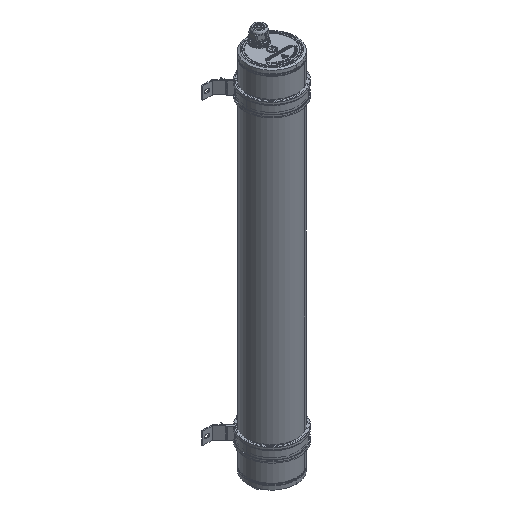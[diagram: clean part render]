
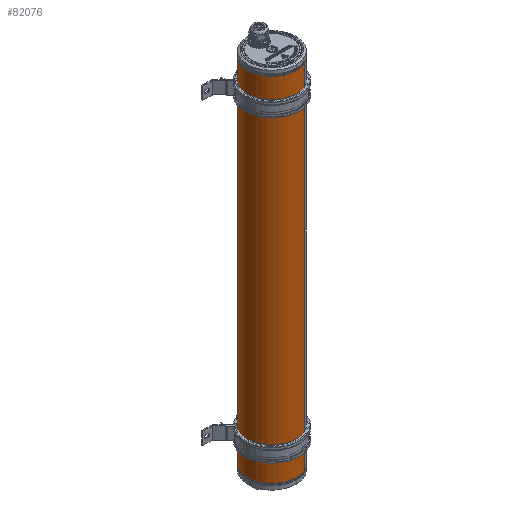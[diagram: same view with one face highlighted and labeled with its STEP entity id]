
A CAD part, isometric view. The second image highlights one B-rep face of the part: STEP entity #82076.
In plain terms, the highlighted cylindrical face has radius 45 mm (diameter 90 mm), a partial arc.
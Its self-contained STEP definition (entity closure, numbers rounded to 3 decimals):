
#306 = ORIENTED_EDGE ( 'NONE', *, *, #84672, .T. ) ;
#2313 = CARTESIAN_POINT ( 'NONE',  ( 45., 0., -326.1 ) ) ;
#3652 = DIRECTION ( 'NONE',  ( 1., 0., 0. ) ) ;
#9625 = EDGE_CURVE ( 'NONE', #41216, #17396, #49792, .T. ) ;
#11936 = VECTOR ( 'NONE', #20187, 1000. ) ;
#14464 = LINE ( 'NONE', #46220, #11936 ) ;
#15148 = DIRECTION ( 'NONE',  ( 1., 0., 0. ) ) ;
#16671 = DIRECTION ( 'NONE',  ( 0., 0., 1. ) ) ;
#16920 = VERTEX_POINT ( 'NONE', #87757 ) ;
#17396 = VERTEX_POINT ( 'NONE', #2313 ) ;
#20187 = DIRECTION ( 'NONE',  ( 0., 0., -1. ) ) ;
#21826 = CYLINDRICAL_SURFACE ( 'NONE', #54060, 45. ) ;
#22411 = LINE ( 'NONE', #45831, #74122 ) ;
#22747 = EDGE_LOOP ( 'NONE', ( #34353, #92440, #306, #97438 ) ) ;
#22962 = CARTESIAN_POINT ( 'NONE',  ( 0., 0., 326.1 ) ) ;
#24254 = DIRECTION ( 'NONE',  ( -1., 0., 0. ) ) ;
#27537 = CARTESIAN_POINT ( 'NONE',  ( 45., 0., 326.1 ) ) ;
#30559 = CARTESIAN_POINT ( 'NONE',  ( -45., 0., -326.1 ) ) ;
#34353 = ORIENTED_EDGE ( 'NONE', *, *, #34838, .F. ) ;
#34838 = EDGE_CURVE ( 'NONE', #101808, #17396, #14464, .T. ) ;
#41216 = VERTEX_POINT ( 'NONE', #30559 ) ;
#45831 = CARTESIAN_POINT ( 'NONE',  ( -45., 0., 326.1 ) ) ;
#46220 = CARTESIAN_POINT ( 'NONE',  ( 45., 0., 326.1 ) ) ;
#48105 = AXIS2_PLACEMENT_3D ( 'NONE', #59875, #74429, #3652 ) ;
#49792 = CIRCLE ( 'NONE', #48105, 45. ) ;
#54060 = AXIS2_PLACEMENT_3D ( 'NONE', #77505, #69185, #24254 ) ;
#59875 = CARTESIAN_POINT ( 'NONE',  ( 0., 0., -326.1 ) ) ;
#63729 = CIRCLE ( 'NONE', #101884, 45. ) ;
#69185 = DIRECTION ( 'NONE',  ( 0., 0., -1. ) ) ;
#74122 = VECTOR ( 'NONE', #85356, 1000. ) ;
#74429 = DIRECTION ( 'NONE',  ( 0., 0., 1. ) ) ;
#77505 = CARTESIAN_POINT ( 'NONE',  ( 0., 0., 326.1 ) ) ;
#82076 = ADVANCED_FACE ( 'NONE', ( #101416 ), #21826, .T. ) ;
#84672 = EDGE_CURVE ( 'NONE', #16920, #41216, #22411, .T. ) ;
#85356 = DIRECTION ( 'NONE',  ( 0., 0., -1. ) ) ;
#87757 = CARTESIAN_POINT ( 'NONE',  ( -45., 0., 326.1 ) ) ;
#92440 = ORIENTED_EDGE ( 'NONE', *, *, #99717, .F. ) ;
#97438 = ORIENTED_EDGE ( 'NONE', *, *, #9625, .T. ) ;
#99717 = EDGE_CURVE ( 'NONE', #16920, #101808, #63729, .T. ) ;
#101416 = FACE_OUTER_BOUND ( 'NONE', #22747, .T. ) ;
#101808 = VERTEX_POINT ( 'NONE', #27537 ) ;
#101884 = AXIS2_PLACEMENT_3D ( 'NONE', #22962, #16671, #15148 ) ;
